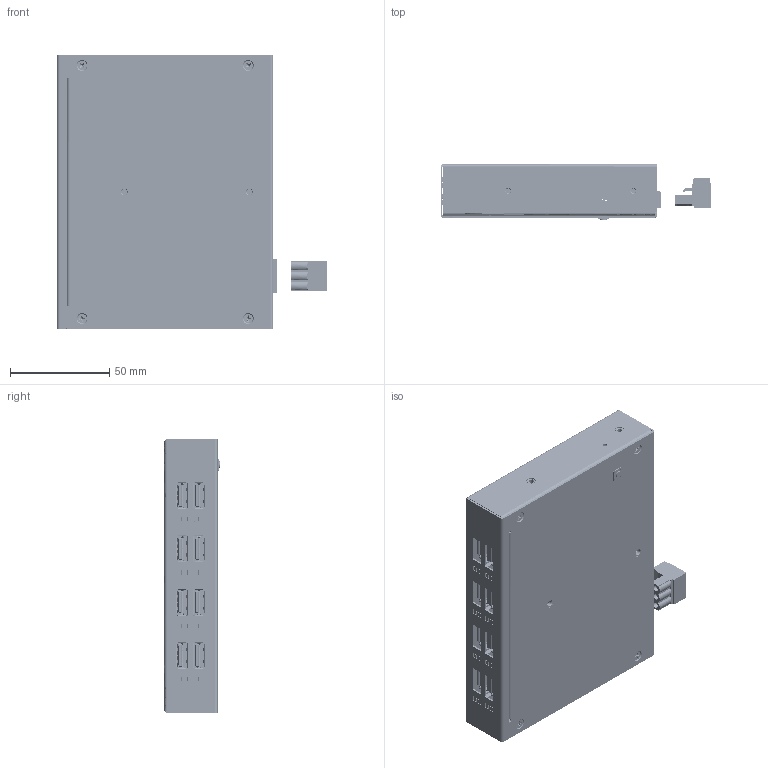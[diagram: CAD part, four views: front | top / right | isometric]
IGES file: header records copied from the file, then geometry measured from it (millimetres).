
Start section: SolidWorks IGES file using analytic representation for surfaces
Global section: file name: S79-USBHUB-3P.IGS; native system: SolidWorks 2016; preprocessor: SolidWorks 2016; author: mkrugman; date: 160721.141823; units: millimetre
Bounding box: 136.43 x 28.15 x 137.78 mm (x, y, z)
Surface area: 152317.2 mm2 (no closed solid volume)
Topology: 0 solids, 0 shells, 13869 faces, 109471 edges, 109308 vertices
Faces by surface type: bspline 9337, revolution 4532
